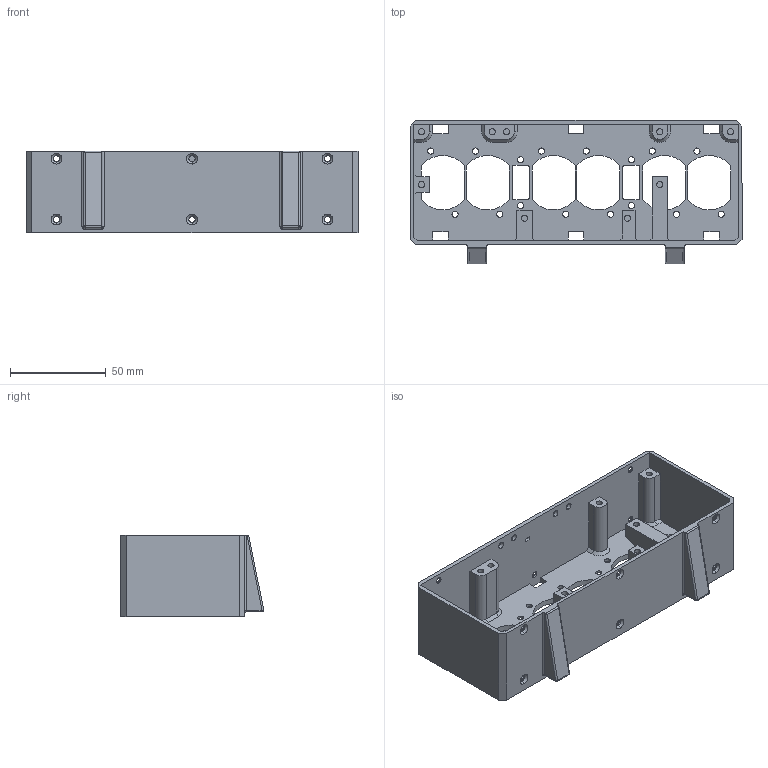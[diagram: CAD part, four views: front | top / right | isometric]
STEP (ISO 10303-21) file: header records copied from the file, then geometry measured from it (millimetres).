
FILE_DESCRIPTION (( 'STEP AP214' ), '1' );
FILE_NAME ('Case.STEP', '2025-06-16T20:30:34', ( '' ), ( '' ), 'SwSTEP 2.0', 'SolidWorks 2022', '' );
FILE_SCHEMA (( 'AUTOMOTIVE_DESIGN' ));
Length unit declared in the file: millimetre
Products named in the file (1): Case
Bounding box: 173.3 x 74.82 x 42.6 mm (x, y, z)
Volume: 78043.7 mm3; surface area: 60075.8 mm2
Topology: 1 solids, 1 shells, 322 faces, 862 edges, 548 vertices
Faces by surface type: plane 136, cylinder 127, cone 51, sphere 4, torus 4
Entity records: 10189 total; most frequent: DIRECTION 1793, CARTESIAN_POINT 1745, ORIENTED_EDGE 1708, EDGE_CURVE 854, AXIS2_PLACEMENT_3D 624, LINE 545, VECTOR 545, VERTEX_POINT 544
